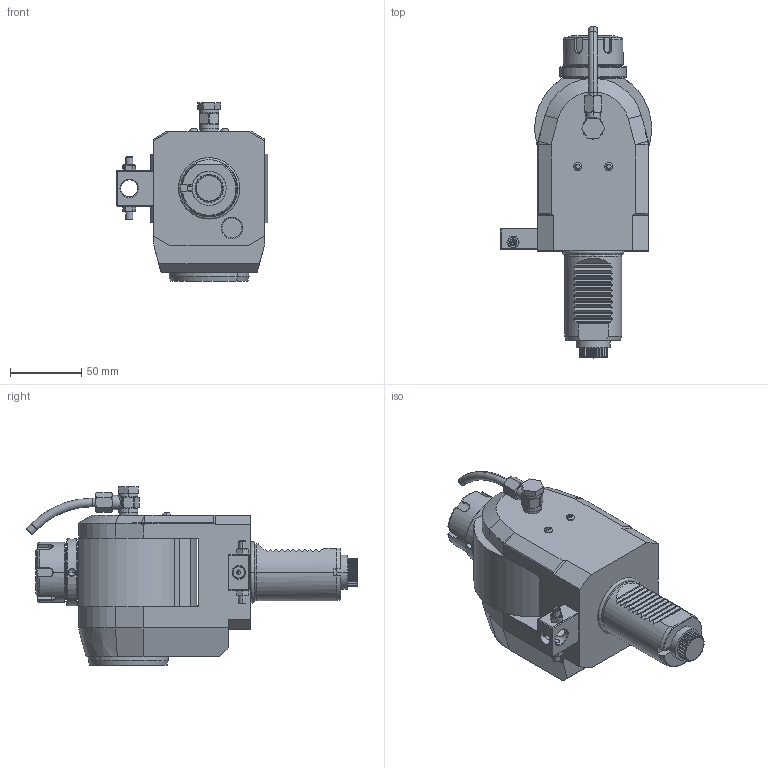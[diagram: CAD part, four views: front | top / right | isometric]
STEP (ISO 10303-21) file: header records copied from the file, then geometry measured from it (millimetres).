
FILE_DESCRIPTION((''),'2;1');
FILE_NAME('NGT1_40_531_25_2_2','2020-06-12T',('vali'),('NOVA GRUP'),'PRO/ENGINEER BY PARAMETRIC TECHNOLOGY CORPORATION, 2010280','PRO/ENGINEER BY PARAMETRIC TECHNOLOGY CORPORATION, 2010280','');
FILE_SCHEMA(('CONFIG_CONTROL_DESIGN'));
Length unit declared in the file: millimetre
Products named in the file (1): NGT1_40_531_25_2_2
Bounding box: 105.99 x 232.67 x 124.9 mm (x, y, z)
Volume: 938162.5 mm3; surface area: 84175.5 mm2
Topology: 1 solids, 3 shells, 707 faces, 1834 edges, 1143 vertices
Faces by surface type: plane 254, cylinder 237, cone 96, bspline 80, torus 40
Entity records: 31736 total; most frequent: CARTESIAN_POINT 15500, ORIENTED_EDGE 3628, DIRECTION 2991, EDGE_CURVE 1814, VERTEX_POINT 1143, AXIS2_PLACEMENT_3D 1085, VECTOR 821, LINE 821
